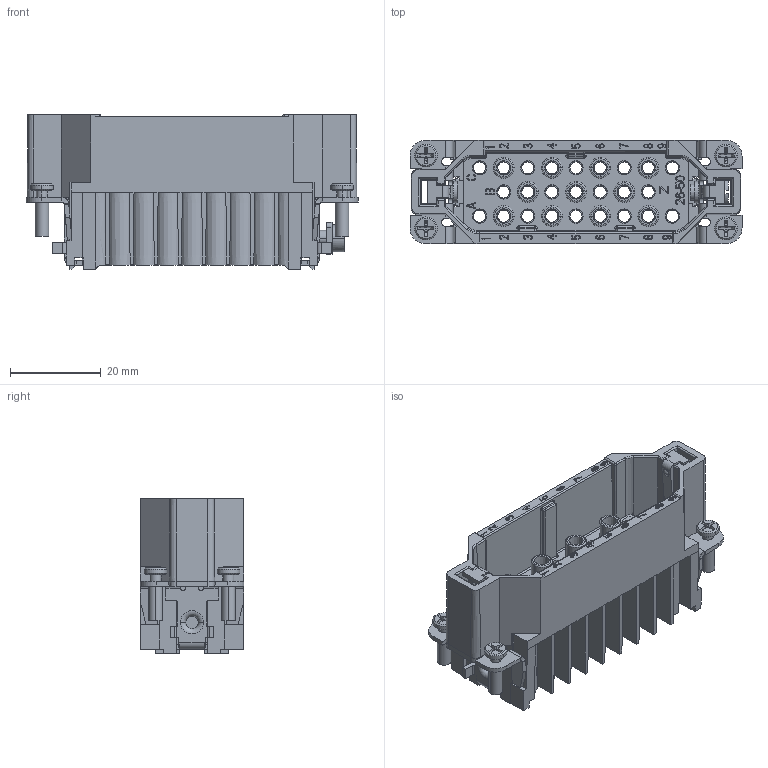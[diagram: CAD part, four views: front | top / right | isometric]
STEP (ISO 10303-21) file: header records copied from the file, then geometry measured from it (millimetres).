
FILE_DESCRIPTION(/* description */ (''),/* implementation_level */ '2;1');
FILE_NAME(/* name */ '3D_1250250100002_HD-025-MC_Z__V1.0_stp.stp',/* time_stamp */ '2023-12-02T10:22:15+08:00',/* author */ (''),/* organization */ (''),/* preprocessor_version */ 'ST-DEVELOPER v18.1',/* originating_system */ 'SIEMENS PLM Software NX 1980',/* authorisation */ '');
FILE_SCHEMA (('AP203_CONFIGURATION_CONTROLLED_3D_DESIGN_OF_MECHANICAL_PARTS_AND_ASSEMBLIES_MIM_LF { 1 0 10303 403 2 1 2}'));
Products named in the file (1): ylga3808D1190mg0
Bounding box: 73 x 22.8 x 34 mm (x, y, z)
Volume: 21042.5 mm3; surface area: 21468 mm2
Topology: 1 solids, 1 shells, 2819 faces, 7940 edges, 5245 vertices
Faces by surface type: plane 2357, cylinder 276, cone 104, torus 48, sphere 18, bspline 16
Entity records: 90840 total; most frequent: CARTESIAN_POINT 17468, ORIENTED_EDGE 15864, DIRECTION 14120, EDGE_CURVE 7932, LINE 6906, VECTOR 6906, VERTEX_POINT 5245, AXIS2_PLACEMENT_3D 3607
